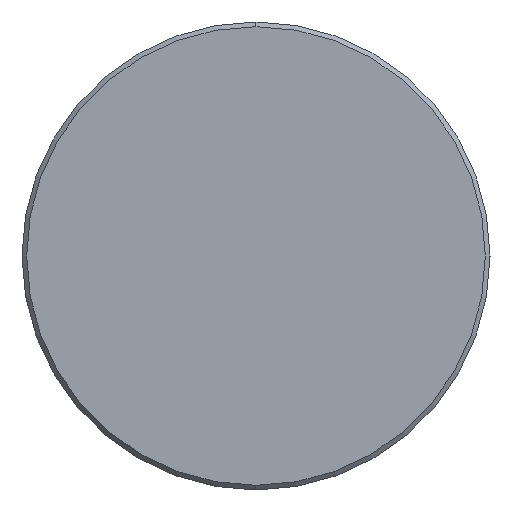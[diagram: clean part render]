
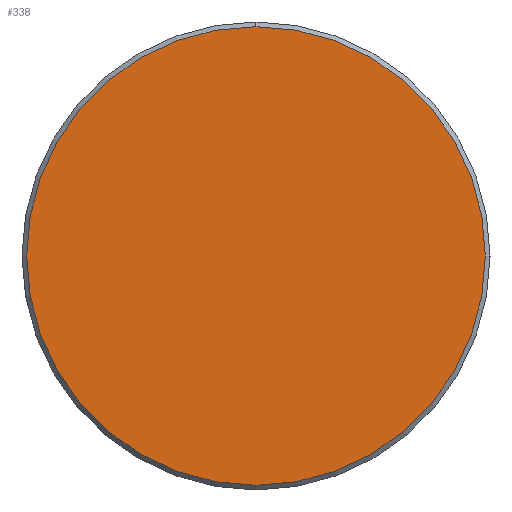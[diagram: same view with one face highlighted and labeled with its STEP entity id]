
A CAD part, left-side view. The second image highlights one B-rep face of the part: STEP entity #338.
In plain terms, the highlighted planar face has unit normal (-1, 0, 0).
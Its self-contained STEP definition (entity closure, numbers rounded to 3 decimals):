
#36 = AXIS2_PLACEMENT_3D ( 'NONE', #42, #74, #75 ) ;
#42 = CARTESIAN_POINT ( 'NONE',  ( 0., 0., 0. ) ) ;
#74 = DIRECTION ( 'NONE',  ( -1., 0., 0. ) ) ;
#75 = DIRECTION ( 'NONE',  ( 0., 0., 1. ) ) ;
#87 = DIRECTION ( 'NONE',  ( -1., 0., 0. ) ) ;
#90 = EDGE_CURVE ( 'NONE', #398, #156, #419, .T. ) ;
#92 = PLANE ( 'NONE',  #298 ) ;
#131 = DIRECTION ( 'NONE',  ( 1., 0., 0. ) ) ;
#156 = VERTEX_POINT ( 'NONE', #450 ) ;
#181 = EDGE_CURVE ( 'NONE', #156, #398, #329, .T. ) ;
#196 = DIRECTION ( 'NONE',  ( 0., 0., 1. ) ) ;
#243 = CARTESIAN_POINT ( 'NONE',  ( 0., 0., 14.7 ) ) ;
#258 = FACE_OUTER_BOUND ( 'NONE', #363, .T. ) ;
#281 = CARTESIAN_POINT ( 'NONE',  ( 0., 14.7, 0. ) ) ;
#298 = AXIS2_PLACEMENT_3D ( 'NONE', #281, #131, #361 ) ;
#329 = CIRCLE ( 'NONE', #36, 14.7 ) ;
#338 = ADVANCED_FACE ( 'NONE', ( #258 ), #92, .F. ) ;
#361 = DIRECTION ( 'NONE',  ( 0., 0., -1. ) ) ;
#363 = EDGE_LOOP ( 'NONE', ( #392, #473 ) ) ;
#392 = ORIENTED_EDGE ( 'NONE', *, *, #181, .T. ) ;
#398 = VERTEX_POINT ( 'NONE', #243 ) ;
#419 = CIRCLE ( 'NONE', #467, 14.7 ) ;
#424 = CARTESIAN_POINT ( 'NONE',  ( 0., 0., 0. ) ) ;
#450 = CARTESIAN_POINT ( 'NONE',  ( 0., 0., -14.7 ) ) ;
#467 = AXIS2_PLACEMENT_3D ( 'NONE', #424, #87, #196 ) ;
#473 = ORIENTED_EDGE ( 'NONE', *, *, #90, .T. ) ;
